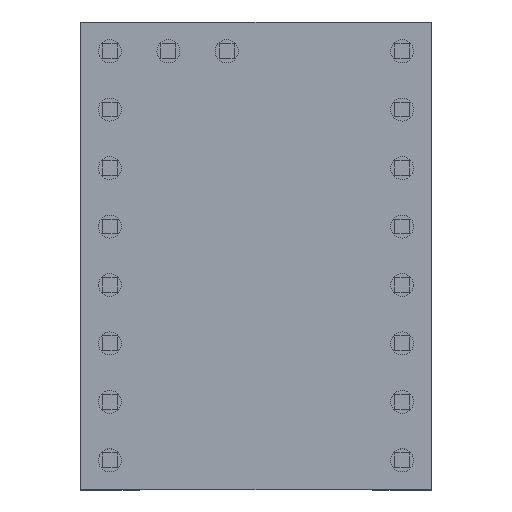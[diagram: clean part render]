
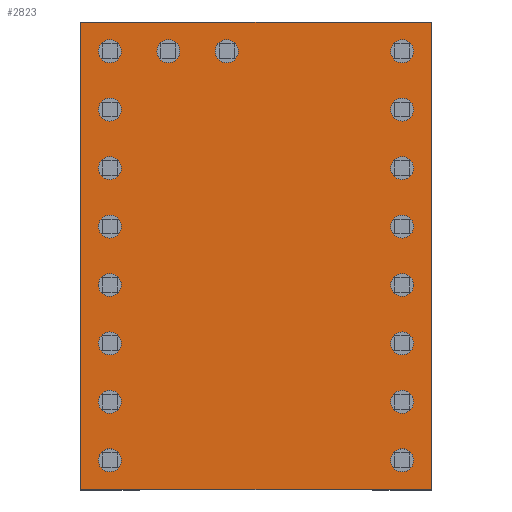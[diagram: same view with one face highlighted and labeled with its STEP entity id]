
A CAD part, top view. The second image highlights one B-rep face of the part: STEP entity #2823.
In plain terms, the highlighted planar face has unit normal (0, 0, 1).
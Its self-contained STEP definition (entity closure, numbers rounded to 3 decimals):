
#61=FACE_BOUND('',#454,.T.);
#62=FACE_BOUND('',#455,.T.);
#63=FACE_BOUND('',#456,.T.);
#64=FACE_BOUND('',#457,.T.);
#65=FACE_BOUND('',#458,.T.);
#66=FACE_BOUND('',#459,.T.);
#67=FACE_BOUND('',#460,.T.);
#68=FACE_BOUND('',#461,.T.);
#69=FACE_BOUND('',#462,.T.);
#70=FACE_BOUND('',#463,.T.);
#71=FACE_BOUND('',#464,.T.);
#72=FACE_BOUND('',#465,.T.);
#73=FACE_BOUND('',#466,.T.);
#74=FACE_BOUND('',#467,.T.);
#75=FACE_BOUND('',#468,.T.);
#76=FACE_BOUND('',#469,.T.);
#77=FACE_BOUND('',#470,.T.);
#78=FACE_BOUND('',#471,.T.);
#101=PLANE('',#3072);
#277=FACE_OUTER_BOUND('',#453,.T.);
#453=EDGE_LOOP('',(#2103,#2104,#2105,#2106));
#454=EDGE_LOOP('',(#2107));
#455=EDGE_LOOP('',(#2108));
#456=EDGE_LOOP('',(#2109));
#457=EDGE_LOOP('',(#2110));
#458=EDGE_LOOP('',(#2111));
#459=EDGE_LOOP('',(#2112));
#460=EDGE_LOOP('',(#2113));
#461=EDGE_LOOP('',(#2114));
#462=EDGE_LOOP('',(#2115));
#463=EDGE_LOOP('',(#2116));
#464=EDGE_LOOP('',(#2117));
#465=EDGE_LOOP('',(#2118));
#466=EDGE_LOOP('',(#2119));
#467=EDGE_LOOP('',(#2120));
#468=EDGE_LOOP('',(#2121));
#469=EDGE_LOOP('',(#2122));
#470=EDGE_LOOP('',(#2123));
#471=EDGE_LOOP('',(#2124));
#663=LINE('',#4116,#1011);
#666=LINE('',#4122,#1014);
#669=LINE('',#4128,#1017);
#672=LINE('',#4132,#1020);
#1011=VECTOR('',#3358,10.);
#1014=VECTOR('',#3363,10.);
#1017=VECTOR('',#3368,10.);
#1020=VECTOR('',#3373,10.);
#1339=CIRCLE('',#3015,0.5);
#1341=CIRCLE('',#3018,0.5);
#1343=CIRCLE('',#3021,0.5);
#1345=CIRCLE('',#3024,0.5);
#1347=CIRCLE('',#3027,0.5);
#1349=CIRCLE('',#3030,0.5);
#1351=CIRCLE('',#3033,0.5);
#1353=CIRCLE('',#3036,0.5);
#1355=CIRCLE('',#3039,0.5);
#1357=CIRCLE('',#3042,0.5);
#1359=CIRCLE('',#3045,0.5);
#1361=CIRCLE('',#3048,0.5);
#1363=CIRCLE('',#3051,0.5);
#1365=CIRCLE('',#3054,0.5);
#1367=CIRCLE('',#3057,0.5);
#1369=CIRCLE('',#3060,0.5);
#1371=CIRCLE('',#3063,0.5);
#1373=CIRCLE('',#3066,0.5);
#1375=VERTEX_POINT('',#4002);
#1377=VERTEX_POINT('',#4008);
#1379=VERTEX_POINT('',#4014);
#1381=VERTEX_POINT('',#4020);
#1383=VERTEX_POINT('',#4026);
#1385=VERTEX_POINT('',#4032);
#1387=VERTEX_POINT('',#4038);
#1389=VERTEX_POINT('',#4044);
#1391=VERTEX_POINT('',#4050);
#1393=VERTEX_POINT('',#4056);
#1395=VERTEX_POINT('',#4062);
#1397=VERTEX_POINT('',#4068);
#1399=VERTEX_POINT('',#4074);
#1401=VERTEX_POINT('',#4080);
#1403=VERTEX_POINT('',#4086);
#1405=VERTEX_POINT('',#4092);
#1407=VERTEX_POINT('',#4098);
#1409=VERTEX_POINT('',#4104);
#1413=VERTEX_POINT('',#4113);
#1414=VERTEX_POINT('',#4115);
#1416=VERTEX_POINT('',#4121);
#1418=VERTEX_POINT('',#4127);
#1631=EDGE_CURVE('',#1375,#1375,#1339,.T.);
#1634=EDGE_CURVE('',#1377,#1377,#1341,.T.);
#1637=EDGE_CURVE('',#1379,#1379,#1343,.T.);
#1640=EDGE_CURVE('',#1381,#1381,#1345,.T.);
#1643=EDGE_CURVE('',#1383,#1383,#1347,.T.);
#1646=EDGE_CURVE('',#1385,#1385,#1349,.T.);
#1649=EDGE_CURVE('',#1387,#1387,#1351,.T.);
#1652=EDGE_CURVE('',#1389,#1389,#1353,.T.);
#1655=EDGE_CURVE('',#1391,#1391,#1355,.T.);
#1658=EDGE_CURVE('',#1393,#1393,#1357,.T.);
#1661=EDGE_CURVE('',#1395,#1395,#1359,.T.);
#1664=EDGE_CURVE('',#1397,#1397,#1361,.T.);
#1667=EDGE_CURVE('',#1399,#1399,#1363,.T.);
#1670=EDGE_CURVE('',#1401,#1401,#1365,.T.);
#1673=EDGE_CURVE('',#1403,#1403,#1367,.T.);
#1676=EDGE_CURVE('',#1405,#1405,#1369,.T.);
#1679=EDGE_CURVE('',#1407,#1407,#1371,.T.);
#1682=EDGE_CURVE('',#1409,#1409,#1373,.T.);
#1687=EDGE_CURVE('',#1414,#1413,#663,.T.);
#1690=EDGE_CURVE('',#1416,#1414,#666,.T.);
#1693=EDGE_CURVE('',#1418,#1416,#669,.T.);
#1696=EDGE_CURVE('',#1413,#1418,#672,.T.);
#2103=ORIENTED_EDGE('',*,*,#1696,.T.);
#2104=ORIENTED_EDGE('',*,*,#1693,.T.);
#2105=ORIENTED_EDGE('',*,*,#1690,.T.);
#2106=ORIENTED_EDGE('',*,*,#1687,.T.);
#2107=ORIENTED_EDGE('',*,*,#1631,.T.);
#2108=ORIENTED_EDGE('',*,*,#1634,.T.);
#2109=ORIENTED_EDGE('',*,*,#1637,.T.);
#2110=ORIENTED_EDGE('',*,*,#1640,.T.);
#2111=ORIENTED_EDGE('',*,*,#1643,.T.);
#2112=ORIENTED_EDGE('',*,*,#1646,.T.);
#2113=ORIENTED_EDGE('',*,*,#1649,.T.);
#2114=ORIENTED_EDGE('',*,*,#1652,.T.);
#2115=ORIENTED_EDGE('',*,*,#1655,.T.);
#2116=ORIENTED_EDGE('',*,*,#1658,.T.);
#2117=ORIENTED_EDGE('',*,*,#1661,.T.);
#2118=ORIENTED_EDGE('',*,*,#1664,.T.);
#2119=ORIENTED_EDGE('',*,*,#1667,.T.);
#2120=ORIENTED_EDGE('',*,*,#1670,.T.);
#2121=ORIENTED_EDGE('',*,*,#1673,.T.);
#2122=ORIENTED_EDGE('',*,*,#1676,.T.);
#2123=ORIENTED_EDGE('',*,*,#1679,.T.);
#2124=ORIENTED_EDGE('',*,*,#1682,.T.);
#2823=ADVANCED_FACE('',(#277,#61,#62,#63,#64,#65,#66,#67,#68,#69,#70,#71,
#72,#73,#74,#75,#76,#77,#78),#101,.T.);
#3015=AXIS2_PLACEMENT_3D('',#4003,#3230,#3231);
#3018=AXIS2_PLACEMENT_3D('',#4009,#3237,#3238);
#3021=AXIS2_PLACEMENT_3D('',#4015,#3244,#3245);
#3024=AXIS2_PLACEMENT_3D('',#4021,#3251,#3252);
#3027=AXIS2_PLACEMENT_3D('',#4027,#3258,#3259);
#3030=AXIS2_PLACEMENT_3D('',#4033,#3265,#3266);
#3033=AXIS2_PLACEMENT_3D('',#4039,#3272,#3273);
#3036=AXIS2_PLACEMENT_3D('',#4045,#3279,#3280);
#3039=AXIS2_PLACEMENT_3D('',#4051,#3286,#3287);
#3042=AXIS2_PLACEMENT_3D('',#4057,#3293,#3294);
#3045=AXIS2_PLACEMENT_3D('',#4063,#3300,#3301);
#3048=AXIS2_PLACEMENT_3D('',#4069,#3307,#3308);
#3051=AXIS2_PLACEMENT_3D('',#4075,#3314,#3315);
#3054=AXIS2_PLACEMENT_3D('',#4081,#3321,#3322);
#3057=AXIS2_PLACEMENT_3D('',#4087,#3328,#3329);
#3060=AXIS2_PLACEMENT_3D('',#4093,#3335,#3336);
#3063=AXIS2_PLACEMENT_3D('',#4099,#3342,#3343);
#3066=AXIS2_PLACEMENT_3D('',#4105,#3349,#3350);
#3072=AXIS2_PLACEMENT_3D('',#4133,#3374,#3375);
#3230=DIRECTION('center_axis',(0.,0.,-1.));
#3231=DIRECTION('ref_axis',(-1.,0.,0.));
#3237=DIRECTION('center_axis',(0.,0.,-1.));
#3238=DIRECTION('ref_axis',(-1.,0.,0.));
#3244=DIRECTION('center_axis',(0.,0.,-1.));
#3245=DIRECTION('ref_axis',(-1.,0.,0.));
#3251=DIRECTION('center_axis',(0.,0.,-1.));
#3252=DIRECTION('ref_axis',(-1.,0.,0.));
#3258=DIRECTION('center_axis',(0.,0.,-1.));
#3259=DIRECTION('ref_axis',(-1.,0.,0.));
#3265=DIRECTION('center_axis',(0.,0.,-1.));
#3266=DIRECTION('ref_axis',(-1.,0.,0.));
#3272=DIRECTION('center_axis',(0.,0.,-1.));
#3273=DIRECTION('ref_axis',(-1.,0.,0.));
#3279=DIRECTION('center_axis',(0.,0.,-1.));
#3280=DIRECTION('ref_axis',(-1.,0.,0.));
#3286=DIRECTION('center_axis',(0.,0.,-1.));
#3287=DIRECTION('ref_axis',(-1.,0.,0.));
#3293=DIRECTION('center_axis',(0.,0.,-1.));
#3294=DIRECTION('ref_axis',(-1.,0.,0.));
#3300=DIRECTION('center_axis',(0.,0.,-1.));
#3301=DIRECTION('ref_axis',(-1.,0.,0.));
#3307=DIRECTION('center_axis',(0.,0.,-1.));
#3308=DIRECTION('ref_axis',(-1.,0.,0.));
#3314=DIRECTION('center_axis',(0.,0.,-1.));
#3315=DIRECTION('ref_axis',(-1.,0.,0.));
#3321=DIRECTION('center_axis',(0.,0.,-1.));
#3322=DIRECTION('ref_axis',(-1.,0.,0.));
#3328=DIRECTION('center_axis',(0.,0.,-1.));
#3329=DIRECTION('ref_axis',(-1.,0.,0.));
#3335=DIRECTION('center_axis',(0.,0.,-1.));
#3336=DIRECTION('ref_axis',(-1.,0.,0.));
#3342=DIRECTION('center_axis',(0.,0.,-1.));
#3343=DIRECTION('ref_axis',(-1.,0.,0.));
#3349=DIRECTION('center_axis',(0.,0.,-1.));
#3350=DIRECTION('ref_axis',(-1.,0.,0.));
#3358=DIRECTION('',(0.,-1.,0.));
#3363=DIRECTION('',(-1.,0.,0.));
#3368=DIRECTION('',(0.,1.,0.));
#3373=DIRECTION('',(1.,0.,0.));
#3374=DIRECTION('center_axis',(0.,0.,1.));
#3375=DIRECTION('ref_axis',(1.,0.,0.));
#4002=CARTESIAN_POINT('',(-0.77,8.89,12.64));
#4003=CARTESIAN_POINT('Origin',(-1.27,8.89,12.64));
#4008=CARTESIAN_POINT('',(-3.31,8.89,12.64));
#4009=CARTESIAN_POINT('Origin',(-3.81,8.89,12.64));
#4014=CARTESIAN_POINT('',(6.85,-8.89,12.64));
#4015=CARTESIAN_POINT('Origin',(6.35,-8.89,12.64));
#4020=CARTESIAN_POINT('',(-5.85,-8.89,12.64));
#4021=CARTESIAN_POINT('Origin',(-6.35,-8.89,12.64));
#4026=CARTESIAN_POINT('',(6.85,-6.35,12.64));
#4027=CARTESIAN_POINT('Origin',(6.35,-6.35,12.64));
#4032=CARTESIAN_POINT('',(-5.85,-6.35,12.64));
#4033=CARTESIAN_POINT('Origin',(-6.35,-6.35,12.64));
#4038=CARTESIAN_POINT('',(6.85,-3.81,12.64));
#4039=CARTESIAN_POINT('Origin',(6.35,-3.81,12.64));
#4044=CARTESIAN_POINT('',(-5.85,-3.81,12.64));
#4045=CARTESIAN_POINT('Origin',(-6.35,-3.81,12.64));
#4050=CARTESIAN_POINT('',(6.85,-1.27,12.64));
#4051=CARTESIAN_POINT('Origin',(6.35,-1.27,12.64));
#4056=CARTESIAN_POINT('',(-5.85,-1.27,12.64));
#4057=CARTESIAN_POINT('Origin',(-6.35,-1.27,12.64));
#4062=CARTESIAN_POINT('',(6.85,1.27,12.64));
#4063=CARTESIAN_POINT('Origin',(6.35,1.27,12.64));
#4068=CARTESIAN_POINT('',(-5.85,1.27,12.64));
#4069=CARTESIAN_POINT('Origin',(-6.35,1.27,12.64));
#4074=CARTESIAN_POINT('',(6.85,3.81,12.64));
#4075=CARTESIAN_POINT('Origin',(6.35,3.81,12.64));
#4080=CARTESIAN_POINT('',(-5.85,3.81,12.64));
#4081=CARTESIAN_POINT('Origin',(-6.35,3.81,12.64));
#4086=CARTESIAN_POINT('',(6.85,6.35,12.64));
#4087=CARTESIAN_POINT('Origin',(6.35,6.35,12.64));
#4092=CARTESIAN_POINT('',(-5.85,6.35,12.64));
#4093=CARTESIAN_POINT('Origin',(-6.35,6.35,12.64));
#4098=CARTESIAN_POINT('',(6.85,8.89,12.64));
#4099=CARTESIAN_POINT('Origin',(6.35,8.89,12.64));
#4104=CARTESIAN_POINT('',(-5.85,8.89,12.64));
#4105=CARTESIAN_POINT('Origin',(-6.35,8.89,12.64));
#4113=CARTESIAN_POINT('',(-7.62,-10.16,12.64));
#4115=CARTESIAN_POINT('',(-7.62,10.16,12.64));
#4116=CARTESIAN_POINT('',(-7.62,-10.16,12.64));
#4121=CARTESIAN_POINT('',(7.62,10.16,12.64));
#4122=CARTESIAN_POINT('',(-7.62,10.16,12.64));
#4127=CARTESIAN_POINT('',(7.62,-10.16,12.64));
#4128=CARTESIAN_POINT('',(7.62,10.16,12.64));
#4132=CARTESIAN_POINT('',(7.62,-10.16,12.64));
#4133=CARTESIAN_POINT('Origin',(0.,0.,12.64));
